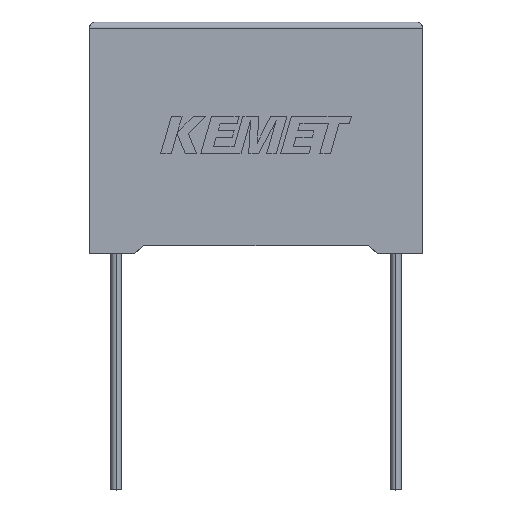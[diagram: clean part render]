
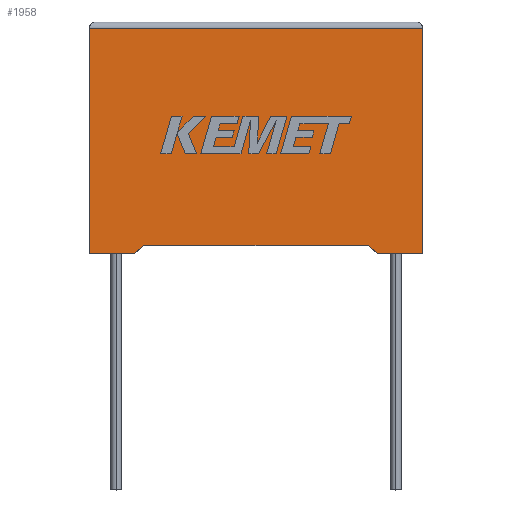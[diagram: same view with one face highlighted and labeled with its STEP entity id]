
A CAD part, top view. The second image highlights one B-rep face of the part: STEP entity #1958.
In plain terms, the highlighted planar face has unit normal (0, 0, 1).
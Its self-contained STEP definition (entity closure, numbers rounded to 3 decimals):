
#36 = VERTEX_POINT ( 'NONE', #1643 ) ;
#38 = LINE ( 'NONE', #2378, #1294 ) ;
#41 = LINE ( 'NONE', #2642, #803 ) ;
#162 = DIRECTION ( 'NONE',  ( -1., 0., 0. ) ) ;
#190 = ORIENTED_EDGE ( 'NONE', *, *, #1685, .T. ) ;
#325 = EDGE_CURVE ( 'NONE', #3026, #1236, #41, .T. ) ;
#382 = CARTESIAN_POINT ( 'NONE',  ( 22.406, 0.641, 10.2 ) ) ;
#405 = VERTEX_POINT ( 'NONE', #2943 ) ;
#479 = VERTEX_POINT ( 'NONE', #382 ) ;
#513 = VECTOR ( 'NONE', #2194, 1000. ) ;
#514 = DIRECTION ( 'NONE',  ( -0.758, -0.653, 0. ) ) ;
#537 = CARTESIAN_POINT ( 'NONE',  ( 13.4, 0.641, 10.2 ) ) ;
#628 = CARTESIAN_POINT ( 'NONE',  ( 0., 0., 10.2 ) ) ;
#671 = PLANE ( 'NONE',  #2206 ) ;
#709 = DIRECTION ( 'NONE',  ( 1., 0., 0. ) ) ;
#722 = DIRECTION ( 'NONE',  ( 0.758, -0.653, 0. ) ) ;
#778 = VERTEX_POINT ( 'NONE', #812 ) ;
#803 = VECTOR ( 'NONE', #514, 1000. ) ;
#812 = CARTESIAN_POINT ( 'NONE',  ( 0., 0., 10.2 ) ) ;
#900 = ORIENTED_EDGE ( 'NONE', *, *, #2982, .T. ) ;
#945 = CARTESIAN_POINT ( 'NONE',  ( 23.15, 0., 10.2 ) ) ;
#979 = LINE ( 'NONE', #2416, #2003 ) ;
#1125 = FACE_OUTER_BOUND ( 'NONE', #1664, .T. ) ;
#1153 = EDGE_CURVE ( 'NONE', #778, #1236, #2317, .T. ) ;
#1170 = DIRECTION ( 'NONE',  ( 1., 0., 0. ) ) ;
#1236 = VERTEX_POINT ( 'NONE', #1828 ) ;
#1294 = VECTOR ( 'NONE', #722, 1000. ) ;
#1390 = VECTOR ( 'NONE', #1170, 1000. ) ;
#1398 = VERTEX_POINT ( 'NONE', #2726 ) ;
#1476 = LINE ( 'NONE', #537, #2828 ) ;
#1493 = CARTESIAN_POINT ( 'NONE',  ( 4.394, 0.641, 10.2 ) ) ;
#1568 = ORIENTED_EDGE ( 'NONE', *, *, #2998, .T. ) ;
#1643 = CARTESIAN_POINT ( 'NONE',  ( 26.8, 0., 10.2 ) ) ;
#1664 = EDGE_LOOP ( 'NONE', ( #2541, #2058, #1568, #2945, #3005, #1730, #190, #900 ) ) ;
#1678 = CARTESIAN_POINT ( 'NONE',  ( 26.8, 0., 10.2 ) ) ;
#1685 = EDGE_CURVE ( 'NONE', #479, #2424, #38, .T. ) ;
#1730 = ORIENTED_EDGE ( 'NONE', *, *, #2082, .F. ) ;
#1828 = CARTESIAN_POINT ( 'NONE',  ( 3.65, 0., 10.2 ) ) ;
#1938 = DIRECTION ( 'NONE',  ( 0., 1., 0. ) ) ;
#1958 = ADVANCED_FACE ( 'NONE', ( #1125 ), #671, .F. ) ;
#2003 = VECTOR ( 'NONE', #709, 1000. ) ;
#2058 = ORIENTED_EDGE ( 'NONE', *, *, #2540, .T. ) ;
#2082 = EDGE_CURVE ( 'NONE', #479, #3026, #1476, .T. ) ;
#2090 = CARTESIAN_POINT ( 'NONE',  ( 0., 0., 10.2 ) ) ;
#2194 = DIRECTION ( 'NONE',  ( 0., -1., 0. ) ) ;
#2206 = AXIS2_PLACEMENT_3D ( 'NONE', #2090, #3043, #162 ) ;
#2213 = LINE ( 'NONE', #1678, #3033 ) ;
#2317 = LINE ( 'NONE', #628, #1390 ) ;
#2369 = CARTESIAN_POINT ( 'NONE',  ( 0., 0., 10.2 ) ) ;
#2378 = CARTESIAN_POINT ( 'NONE',  ( 23.15, 0., 10.2 ) ) ;
#2386 = LINE ( 'NONE', #2899, #2887 ) ;
#2416 = CARTESIAN_POINT ( 'NONE',  ( 0., 0., 10.2 ) ) ;
#2424 = VERTEX_POINT ( 'NONE', #945 ) ;
#2533 = EDGE_CURVE ( 'NONE', #36, #1398, #2213, .T. ) ;
#2540 = EDGE_CURVE ( 'NONE', #1398, #405, #2386, .T. ) ;
#2541 = ORIENTED_EDGE ( 'NONE', *, *, #2533, .T. ) ;
#2642 = CARTESIAN_POINT ( 'NONE',  ( 3.65, 0., 10.2 ) ) ;
#2667 = DIRECTION ( 'NONE',  ( -1., 0., 0. ) ) ;
#2726 = CARTESIAN_POINT ( 'NONE',  ( 26.8, 18.1, 10.2 ) ) ;
#2828 = VECTOR ( 'NONE', #2667, 1000. ) ;
#2854 = LINE ( 'NONE', #2369, #513 ) ;
#2857 = DIRECTION ( 'NONE',  ( -1., 0., 0. ) ) ;
#2887 = VECTOR ( 'NONE', #2857, 1000. ) ;
#2899 = CARTESIAN_POINT ( 'NONE',  ( 0., 18.1, 10.2 ) ) ;
#2943 = CARTESIAN_POINT ( 'NONE',  ( 0., 18.1, 10.2 ) ) ;
#2945 = ORIENTED_EDGE ( 'NONE', *, *, #1153, .T. ) ;
#2982 = EDGE_CURVE ( 'NONE', #2424, #36, #979, .T. ) ;
#2998 = EDGE_CURVE ( 'NONE', #405, #778, #2854, .T. ) ;
#3005 = ORIENTED_EDGE ( 'NONE', *, *, #325, .F. ) ;
#3026 = VERTEX_POINT ( 'NONE', #1493 ) ;
#3033 = VECTOR ( 'NONE', #1938, 1000. ) ;
#3043 = DIRECTION ( 'NONE',  ( 0., 0., -1. ) ) ;
